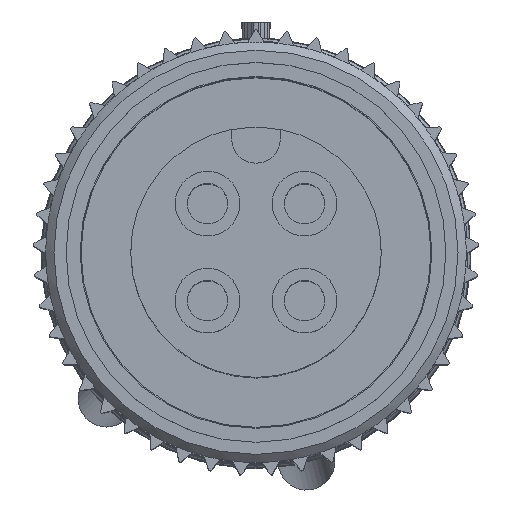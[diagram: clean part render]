
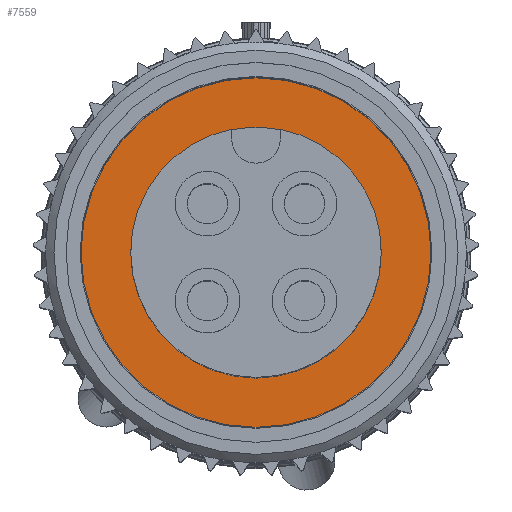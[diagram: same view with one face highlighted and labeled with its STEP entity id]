
A CAD part, top view. The second image highlights one B-rep face of the part: STEP entity #7559.
In plain terms, the highlighted planar face has unit normal (0, 0, 1).
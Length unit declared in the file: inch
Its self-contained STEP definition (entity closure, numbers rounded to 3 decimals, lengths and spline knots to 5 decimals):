
#164=FACE_BOUND('',#940,.T.);
#184=PLANE('',#8068);
#455=FACE_OUTER_BOUND('',#939,.T.);
#939=EDGE_LOOP('',(#5035,#5036));
#940=EDGE_LOOP('',(#5037));
#2597=CIRCLE('',#8065,0.155);
#2599=CIRCLE('',#8069,0.2165);
#2600=CIRCLE('',#8070,0.2165);
#3129=VERTEX_POINT('',#11706);
#3132=VERTEX_POINT('',#11716);
#3133=VERTEX_POINT('',#11717);
#3848=EDGE_CURVE('',#3129,#3129,#2597,.T.);
#3852=EDGE_CURVE('',#3132,#3133,#2599,.T.);
#3853=EDGE_CURVE('',#3133,#3132,#2600,.T.);
#5035=ORIENTED_EDGE('',*,*,#3852,.T.);
#5036=ORIENTED_EDGE('',*,*,#3853,.T.);
#5037=ORIENTED_EDGE('',*,*,#3848,.F.);
#7559=ADVANCED_FACE('',(#455,#164),#184,.T.);
#8065=AXIS2_PLACEMENT_3D('',#11708,#9092,#9093);
#8068=AXIS2_PLACEMENT_3D('',#11715,#9100,#9101);
#8069=AXIS2_PLACEMENT_3D('',#11718,#9102,#9103);
#8070=AXIS2_PLACEMENT_3D('',#11719,#9104,#9105);
#9092=DIRECTION('center_axis',(0.,0.,1.));
#9093=DIRECTION('ref_axis',(0.,1.,0.));
#9100=DIRECTION('center_axis',(0.,0.,1.));
#9101=DIRECTION('ref_axis',(0.,1.,0.));
#9102=DIRECTION('center_axis',(0.,0.,1.));
#9103=DIRECTION('ref_axis',(0.,1.,0.));
#9104=DIRECTION('center_axis',(0.,0.,1.));
#9105=DIRECTION('ref_axis',(0.,1.,0.));
#11706=CARTESIAN_POINT('',(0.,-0.155,-0.5));
#11708=CARTESIAN_POINT('Origin',(0.,0.,-0.5));
#11715=CARTESIAN_POINT('Origin',(0.,0.,-0.5));
#11716=CARTESIAN_POINT('',(0.,0.2165,-0.5));
#11717=CARTESIAN_POINT('',(0.,-0.2165,-0.5));
#11718=CARTESIAN_POINT('Origin',(0.,0.,-0.5));
#11719=CARTESIAN_POINT('Origin',(0.,0.,-0.5));
